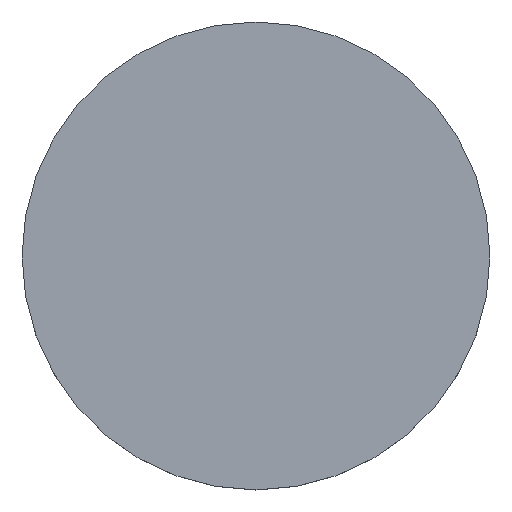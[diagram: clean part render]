
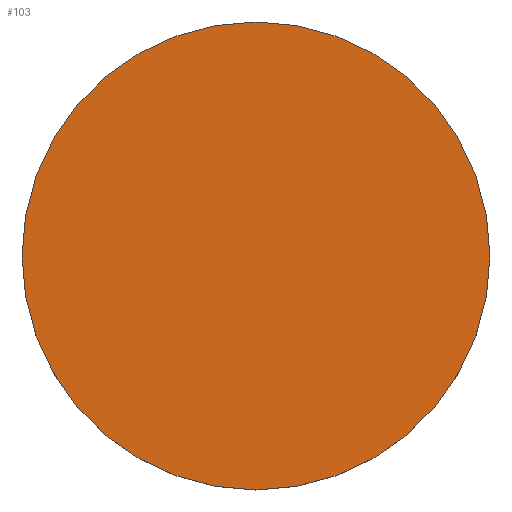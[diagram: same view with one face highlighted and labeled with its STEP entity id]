
A CAD part, top view. The second image highlights one B-rep face of the part: STEP entity #103.
In plain terms, the highlighted planar face has unit normal (0, 0, 1).
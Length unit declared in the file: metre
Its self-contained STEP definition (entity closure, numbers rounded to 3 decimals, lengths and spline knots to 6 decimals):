
#21 = AXIS2_PLACEMENT_3D ( 'NONE', #82, #68, #121 ) ;
#27 = CARTESIAN_POINT ( 'NONE',  ( 0., 0., 0.05 ) ) ;
#32 = CIRCLE ( 'NONE', #48, 0.25 ) ;
#39 = CARTESIAN_POINT ( 'NONE',  ( 0.25, 0., 0.05 ) ) ;
#48 = AXIS2_PLACEMENT_3D ( 'NONE', #109, #80, #93 ) ;
#53 = ORIENTED_EDGE ( 'NONE', *, *, #133, .T. ) ;
#56 = FACE_OUTER_BOUND ( 'NONE', #158, .T. ) ;
#65 = DIRECTION ( 'NONE',  ( 1., 0., 0. ) ) ;
#68 = DIRECTION ( 'NONE',  ( 0., 0., 1. ) ) ;
#80 = DIRECTION ( 'NONE',  ( 0., 0., 1. ) ) ;
#82 = CARTESIAN_POINT ( 'NONE',  ( 0., 0., 0.05 ) ) ;
#86 = CIRCLE ( 'NONE', #21, 0.25 ) ;
#93 = DIRECTION ( 'NONE',  ( 1., 0., 0. ) ) ;
#103 = ADVANCED_FACE ( 'NONE', ( #56 ), #172, .T. ) ;
#109 = CARTESIAN_POINT ( 'NONE',  ( 0., 0., 0.05 ) ) ;
#116 = AXIS2_PLACEMENT_3D ( 'NONE', #27, #161, #65 ) ;
#119 = VERTEX_POINT ( 'NONE', #39 ) ;
#121 = DIRECTION ( 'NONE',  ( 1., 0., 0. ) ) ;
#133 = EDGE_CURVE ( 'NONE', #119, #134, #32, .T. ) ;
#134 = VERTEX_POINT ( 'NONE', #145 ) ;
#138 = ORIENTED_EDGE ( 'NONE', *, *, #163, .T. ) ;
#145 = CARTESIAN_POINT ( 'NONE',  ( -0.25, 0., 0.05 ) ) ;
#158 = EDGE_LOOP ( 'NONE', ( #138, #53 ) ) ;
#161 = DIRECTION ( 'NONE',  ( 0., 0., 1. ) ) ;
#163 = EDGE_CURVE ( 'NONE', #134, #119, #86, .T. ) ;
#172 = PLANE ( 'NONE',  #116 ) ;
